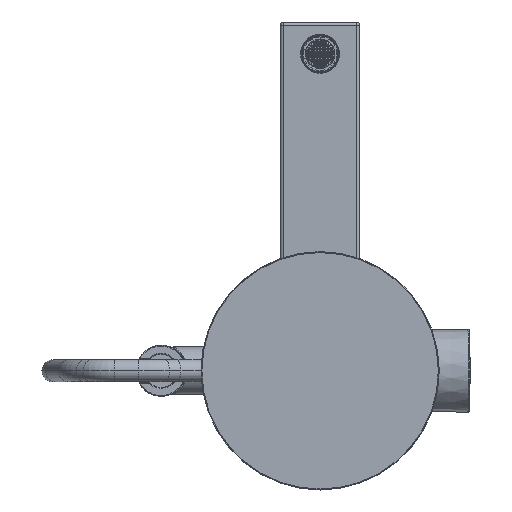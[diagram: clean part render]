
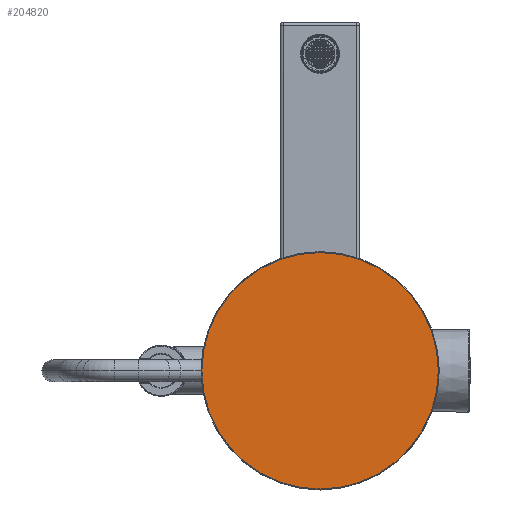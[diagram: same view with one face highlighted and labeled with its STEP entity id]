
A CAD part, front view. The second image highlights one B-rep face of the part: STEP entity #204820.
In plain terms, the highlighted planar face has unit normal (0, -1, 0).
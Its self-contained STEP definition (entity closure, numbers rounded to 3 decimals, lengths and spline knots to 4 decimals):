
#44137=CARTESIAN_POINT('',(0.,-26.9921,0.));
#44138=DIRECTION('',(0.,1.,0.));
#44139=DIRECTION('',(0.,0.,-1.));
#44140=AXIS2_PLACEMENT_3D('',#44137,#44138,#44139);
#44184=CARTESIAN_POINT('',(0.,-26.9921,0.));
#44185=DIRECTION('',(0.,-1.,0.));
#44186=DIRECTION('',(0.,0.,-1.));
#44187=AXIS2_PLACEMENT_3D('',#44184,#44185,#44186);
#124941=CARTESIAN_POINT('',(0.,-26.9921,-2.9291));
#124942=CARTESIAN_POINT('',(0.,-26.9921,2.9291));
#124943=VERTEX_POINT('',#124941);
#124944=VERTEX_POINT('',#124942);
#204811=CARTESIAN_POINT('',(0.,-26.9921,0.));
#204812=DIRECTION('',(0.,1.,0.));
#204813=DIRECTION('',(0.,0.,-1.));
#204814=AXIS2_PLACEMENT_3D('',#204811,#204812,#204813);
#204815=PLANE('',#204814);
#204816=ORIENTED_EDGE('',*,*,#204797,.F.);
#204817=ORIENTED_EDGE('',*,*,#204755,.T.);
#204818=EDGE_LOOP('',(#204816,#204817));
#204819=FACE_OUTER_BOUND('',#204818,.F.);
#44141=CIRCLE('',#44140,2.9291);
#44188=CIRCLE('',#44187,2.9291);
#204755=EDGE_CURVE('',#124943,#124944,#44141,.T.);
#204797=EDGE_CURVE('',#124943,#124944,#44188,.T.);
#204820=ADVANCED_FACE('',(#204819),#204815,.F.);
